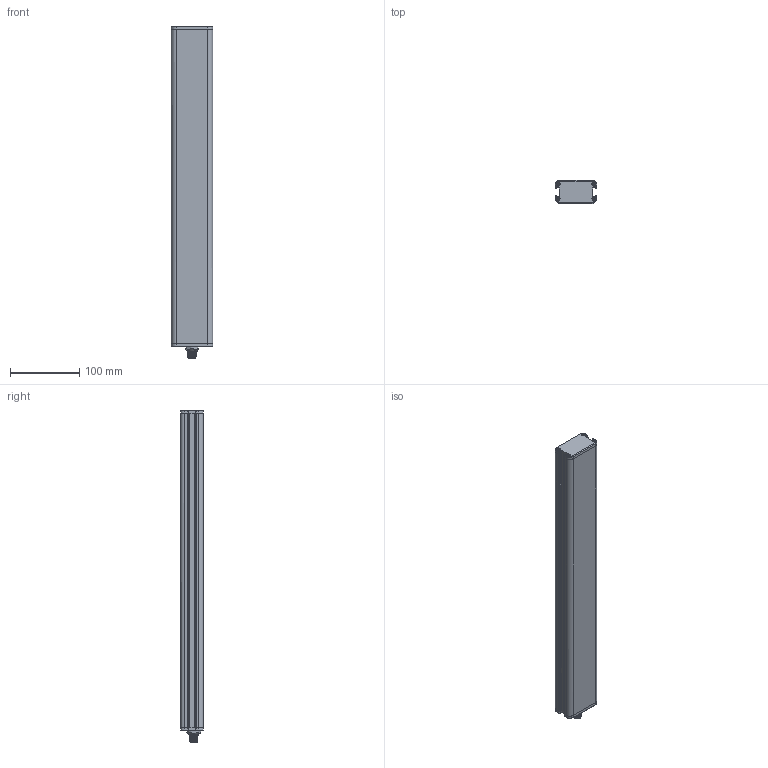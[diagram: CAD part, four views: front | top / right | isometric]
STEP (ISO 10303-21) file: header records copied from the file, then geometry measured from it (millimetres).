
FILE_DESCRIPTION((''),'2;1');
FILE_NAME('142115_SW','2012-04-11T',('banengservice'),('BANNER ENGINEERING'),'PRO/ENGINEER BY PARAMETRIC TECHNOLOGY CORPORATION, 2009141','PRO/ENGINEER BY PARAMETRIC TECHNOLOGY CORPORATION, 2009141','');
FILE_SCHEMA(('CONFIG_CONTROL_DESIGN'));
Length unit declared in the file: inch
Products named in the file (1): 142115_SW
Bounding box: 59.4 x 32.6 x 478.16 mm (x, y, z)
Volume: 307198.6 mm3; surface area: 200624.4 mm2
Topology: 1 solids, 1 shells, 637 faces, 1735 edges, 1114 vertices
Faces by surface type: plane 334, cylinder 225, bspline 32, cone 20, torus 18, sphere 8
Entity records: 28740 total; most frequent: CARTESIAN_POINT 12535, ORIENTED_EDGE 3470, DIRECTION 3315, EDGE_CURVE 1735, AXIS2_PLACEMENT_3D 1169, VERTEX_POINT 1114, VECTOR 977, LINE 977
